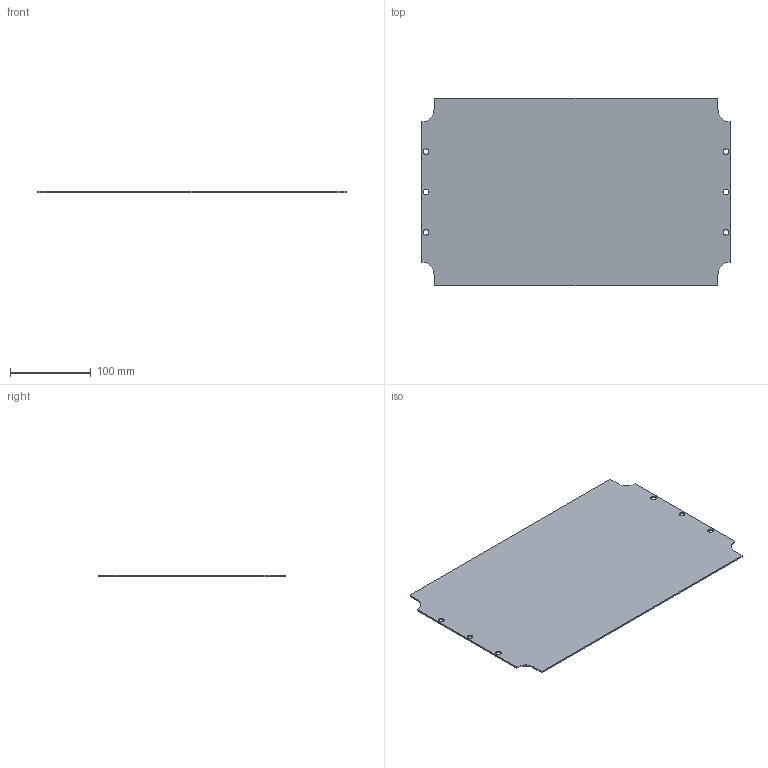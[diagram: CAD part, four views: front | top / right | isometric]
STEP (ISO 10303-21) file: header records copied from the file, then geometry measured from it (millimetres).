
FILE_DESCRIPTION (( 'STEP AP203' ), '1' );
FILE_NAME ('1590ZGRP243PL.step', '2020-11-14T20:13:53', ( 'ADC123' ), ( 'Microsoft' ), 'SwSTEP 2.0', 'SolidWorks 2019', '' );
FILE_SCHEMA (( 'CONFIG_CONTROL_DESIGN' ));
Length unit declared in the file: inch
Products named in the file (1): 1590ZGRP243PL
Bounding box: 382 x 232 x 1.85 mm (x, y, z)
Volume: 160661.8 mm3; surface area: 176152.4 mm2
Topology: 1 solids, 1 shells, 24 faces, 66 edges, 44 vertices
Faces by surface type: plane 14, cylinder 10
Full cylindrical faces by diameter (mm): 7 x6
Entity records: 843 total; most frequent: DIRECTION 130, CARTESIAN_POINT 129, ORIENTED_EDGE 120, EDGE_CURVE 60, AXIS2_PLACEMENT_3D 45, VERTEX_POINT 44, EDGE_LOOP 42, VECTOR 40
